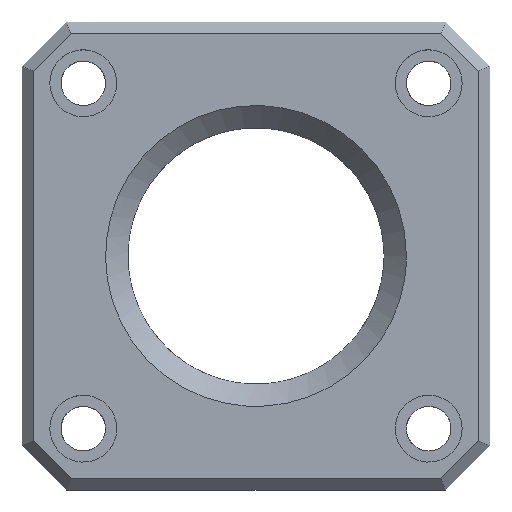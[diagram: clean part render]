
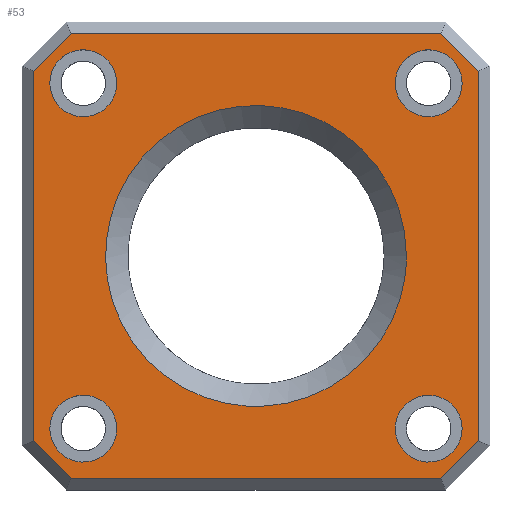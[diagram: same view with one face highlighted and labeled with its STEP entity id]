
A CAD part, top view. The second image highlights one B-rep face of the part: STEP entity #53.
In plain terms, the highlighted planar face has unit normal (0, 0, 1).
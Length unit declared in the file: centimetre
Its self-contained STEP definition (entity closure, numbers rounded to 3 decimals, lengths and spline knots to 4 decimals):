
#53=ADVANCED_FACE('',(#99,#65,#66,#67,#68,#69),#498,.T.);
#65=FACE_BOUND('',#141,.T.);
#66=FACE_BOUND('',#142,.T.);
#67=FACE_BOUND('',#143,.T.);
#68=FACE_BOUND('',#144,.T.);
#69=FACE_BOUND('',#145,.T.);
#99=FACE_OUTER_BOUND('',#140,.T.);
#140=EDGE_LOOP('',(#265,#266,#267,#268,#269,#270,#271,#272));
#141=EDGE_LOOP('',(#273));
#142=EDGE_LOOP('',(#274));
#143=EDGE_LOOP('',(#275));
#144=EDGE_LOOP('',(#276));
#145=EDGE_LOOP('',(#277));
#265=ORIENTED_EDGE('',*,*,#286,.T.);
#266=ORIENTED_EDGE('',*,*,#314,.T.);
#267=ORIENTED_EDGE('',*,*,#287,.T.);
#268=ORIENTED_EDGE('',*,*,#320,.T.);
#269=ORIENTED_EDGE('',*,*,#331,.T.);
#270=ORIENTED_EDGE('',*,*,#317,.T.);
#271=ORIENTED_EDGE('',*,*,#288,.T.);
#272=ORIENTED_EDGE('',*,*,#310,.T.);
#273=ORIENTED_EDGE('',*,*,#329,.T.);
#274=ORIENTED_EDGE('',*,*,#336,.T.);
#275=ORIENTED_EDGE('',*,*,#342,.T.);
#276=ORIENTED_EDGE('',*,*,#348,.T.);
#277=ORIENTED_EDGE('',*,*,#354,.F.);
#286=EDGE_CURVE('',#424,#425,#383,.T.);
#287=EDGE_CURVE('',#426,#427,#384,.T.);
#288=EDGE_CURVE('',#430,#431,#385,.T.);
#310=EDGE_CURVE('',#431,#424,#407,.T.);
#314=EDGE_CURVE('',#425,#426,#411,.T.);
#317=EDGE_CURVE('',#429,#430,#414,.T.);
#320=EDGE_CURVE('',#427,#428,#417,.T.);
#329=EDGE_CURVE('',#450,#450,#359,.T.);
#331=EDGE_CURVE('',#428,#429,#422,.T.);
#336=EDGE_CURVE('',#454,#454,#365,.T.);
#342=EDGE_CURVE('',#458,#458,#371,.T.);
#348=EDGE_CURVE('',#462,#462,#377,.T.);
#354=EDGE_CURVE('',#465,#465,#382,.T.);
#359=(
BOUNDED_CURVE()
B_SPLINE_CURVE(2,(#1042,#1043,#1044,#1045,#1046,#1047,#1048,#1049,#1050),
 .UNSPECIFIED.,.T.,.F.)
B_SPLINE_CURVE_WITH_KNOTS((3,2,2,2,3),(-18.8496,-14.1372,
-9.4248,-4.7124,0.),.UNSPECIFIED.)
CURVE()
GEOMETRIC_REPRESENTATION_ITEM()
RATIONAL_B_SPLINE_CURVE((1.,0.707,1.,0.707,1.,0.707,
1.,0.707,1.))
REPRESENTATION_ITEM('')
);
#365=(
BOUNDED_CURVE()
B_SPLINE_CURVE(2,(#1085,#1086,#1087,#1088,#1089,#1090,#1091,#1092,#1093),
 .UNSPECIFIED.,.T.,.F.)
B_SPLINE_CURVE_WITH_KNOTS((3,2,2,2,3),(-18.8496,-14.1372,
-9.4248,-4.7124,0.),.UNSPECIFIED.)
CURVE()
GEOMETRIC_REPRESENTATION_ITEM()
RATIONAL_B_SPLINE_CURVE((1.,0.707,1.,0.707,1.,0.707,
1.,0.707,1.))
REPRESENTATION_ITEM('')
);
#371=(
BOUNDED_CURVE()
B_SPLINE_CURVE(2,(#1125,#1126,#1127,#1128,#1129,#1130,#1131,#1132,#1133),
 .UNSPECIFIED.,.T.,.F.)
B_SPLINE_CURVE_WITH_KNOTS((3,2,2,2,3),(-18.8496,-14.1372,
-9.4248,-4.7124,0.),.UNSPECIFIED.)
CURVE()
GEOMETRIC_REPRESENTATION_ITEM()
RATIONAL_B_SPLINE_CURVE((1.,0.707,1.,0.707,1.,0.707,
1.,0.707,1.))
REPRESENTATION_ITEM('')
);
#377=(
BOUNDED_CURVE()
B_SPLINE_CURVE(2,(#1165,#1166,#1167,#1168,#1169,#1170,#1171,#1172,#1173),
 .UNSPECIFIED.,.T.,.F.)
B_SPLINE_CURVE_WITH_KNOTS((3,2,2,2,3),(-18.8496,-14.1372,
-9.4248,-4.7124,0.),.UNSPECIFIED.)
CURVE()
GEOMETRIC_REPRESENTATION_ITEM()
RATIONAL_B_SPLINE_CURVE((1.,0.707,1.,0.707,1.,0.707,
1.,0.707,1.))
REPRESENTATION_ITEM('')
);
#382=(
BOUNDED_CURVE()
B_SPLINE_CURVE(2,(#1198,#1199,#1200,#1201,#1202,#1203,#1204,#1205,#1206),
 .UNSPECIFIED.,.T.,.F.)
B_SPLINE_CURVE_WITH_KNOTS((3,2,2,2,3),(0.,21.2052,42.4104,
63.6156,84.8209),.UNSPECIFIED.)
CURVE()
GEOMETRIC_REPRESENTATION_ITEM()
RATIONAL_B_SPLINE_CURVE((1.,0.707,1.,0.707,1.,0.707,
1.,0.707,1.))
REPRESENTATION_ITEM('')
);
#383=B_SPLINE_CURVE_WITH_KNOTS('',1,(#814,#815),.UNSPECIFIED.,.F.,.F.,(2,
2),(39.,72.1716),.UNSPECIFIED.);
#384=B_SPLINE_CURVE_WITH_KNOTS('',1,(#816,#817),.UNSPECIFIED.,.F.,.F.,(2,
2),(77.,110.1716),.UNSPECIFIED.);
#385=B_SPLINE_CURVE_WITH_KNOTS('',1,(#818,#819),.UNSPECIFIED.,.F.,.F.,(2,
2),(149.2608,182.4324),.UNSPECIFIED.);
#407=B_SPLINE_CURVE_WITH_KNOTS('',1,(#882,#883),.UNSPECIFIED.,.F.,.F.,(2,
2),(-5.2426,-0.4142),.UNSPECIFIED.);
#411=B_SPLINE_CURVE_WITH_KNOTS('',1,(#928,#929),.UNSPECIFIED.,.F.,.F.,(2,
2),(-5.2426,-0.4142),.UNSPECIFIED.);
#414=B_SPLINE_CURVE_WITH_KNOTS('',1,(#952,#953),.UNSPECIFIED.,.F.,.F.,(2,
2),(-3.8284,1.),.UNSPECIFIED.);
#417=B_SPLINE_CURVE_WITH_KNOTS('',1,(#976,#977),.UNSPECIFIED.,.F.,.F.,(2,
2),(-5.2426,-0.4142),.UNSPECIFIED.);
#422=B_SPLINE_CURVE_WITH_KNOTS('',1,(#1053,#1054,#1055),.UNSPECIFIED.,.F.,
 .F.,(2,1,2),(115.,115.8466,144.4324),.UNSPECIFIED.);
#424=VERTEX_POINT('',#771);
#425=VERTEX_POINT('',#772);
#426=VERTEX_POINT('',#773);
#427=VERTEX_POINT('',#774);
#428=VERTEX_POINT('',#775);
#429=VERTEX_POINT('',#776);
#430=VERTEX_POINT('',#777);
#431=VERTEX_POINT('',#778);
#450=VERTEX_POINT('',#797);
#454=VERTEX_POINT('',#801);
#458=VERTEX_POINT('',#805);
#462=VERTEX_POINT('',#809);
#465=VERTEX_POINT('',#812);
#498=PLANE('',#540);
#540=AXIS2_PLACEMENT_3D('',#734,#565,$);
#565=DIRECTION('',(0.,0.,1.));
#734=CARTESIAN_POINT('',(-20.4,-2.4,-34.));
#771=CARTESIAN_POINT('',(-16.5858,-2.,-34.));
#772=CARTESIAN_POINT('',(16.5858,-2.,-34.));
#773=CARTESIAN_POINT('',(20.,1.4142,-34.));
#774=CARTESIAN_POINT('',(20.,34.5858,-34.));
#775=CARTESIAN_POINT('',(16.5858,38.,-34.));
#776=CARTESIAN_POINT('',(-16.5858,38.,-34.));
#777=CARTESIAN_POINT('',(-20.,34.5858,-34.));
#778=CARTESIAN_POINT('',(-20.,1.4142,-34.));
#797=CARTESIAN_POINT('',(-12.5,33.5,-34.));
#801=CARTESIAN_POINT('',(18.5,33.5,-34.));
#805=CARTESIAN_POINT('',(18.5,2.5,-34.));
#809=CARTESIAN_POINT('',(-12.5,2.5,-34.));
#812=CARTESIAN_POINT('',(13.5,18.,-34.));
#814=CARTESIAN_POINT('',(-16.5858,-2.,-34.));
#815=CARTESIAN_POINT('',(16.5858,-2.,-34.));
#816=CARTESIAN_POINT('',(20.,1.4142,-34.));
#817=CARTESIAN_POINT('',(20.,34.5858,-34.));
#818=CARTESIAN_POINT('',(-20.,34.5858,-34.));
#819=CARTESIAN_POINT('',(-20.,1.4142,-34.));
#882=CARTESIAN_POINT('',(-20.,1.4142,-34.));
#883=CARTESIAN_POINT('',(-16.5858,-2.,-34.));
#928=CARTESIAN_POINT('',(16.5858,-2.,-34.));
#929=CARTESIAN_POINT('',(20.,1.4142,-34.));
#952=CARTESIAN_POINT('',(-16.5858,38.,-34.));
#953=CARTESIAN_POINT('',(-20.,34.5858,-34.));
#976=CARTESIAN_POINT('',(20.,34.5858,-34.));
#977=CARTESIAN_POINT('',(16.5858,38.,-34.));
#1042=CARTESIAN_POINT('',(-12.5,33.5,-34.));
#1043=CARTESIAN_POINT('',(-12.5,30.5,-34.));
#1044=CARTESIAN_POINT('',(-15.5,30.5,-34.));
#1045=CARTESIAN_POINT('',(-18.5,30.5,-34.));
#1046=CARTESIAN_POINT('',(-18.5,33.5,-34.));
#1047=CARTESIAN_POINT('',(-18.5,36.5,-34.));
#1048=CARTESIAN_POINT('',(-15.5,36.5,-34.));
#1049=CARTESIAN_POINT('',(-12.5,36.5,-34.));
#1050=CARTESIAN_POINT('',(-12.5,33.5,-34.));
#1053=CARTESIAN_POINT('',(16.5858,38.,-34.));
#1054=CARTESIAN_POINT('',(12.,38.,-34.));
#1055=CARTESIAN_POINT('',(-16.5858,38.,-34.));
#1085=CARTESIAN_POINT('',(18.5,33.5,-34.));
#1086=CARTESIAN_POINT('',(18.5,30.5,-34.));
#1087=CARTESIAN_POINT('',(15.5,30.5,-34.));
#1088=CARTESIAN_POINT('',(12.5,30.5,-34.));
#1089=CARTESIAN_POINT('',(12.5,33.5,-34.));
#1090=CARTESIAN_POINT('',(12.5,36.5,-34.));
#1091=CARTESIAN_POINT('',(15.5,36.5,-34.));
#1092=CARTESIAN_POINT('',(18.5,36.5,-34.));
#1093=CARTESIAN_POINT('',(18.5,33.5,-34.));
#1125=CARTESIAN_POINT('',(18.5,2.5,-34.));
#1126=CARTESIAN_POINT('',(18.5,-0.5,-34.));
#1127=CARTESIAN_POINT('',(15.5,-0.5,-34.));
#1128=CARTESIAN_POINT('',(12.5,-0.5,-34.));
#1129=CARTESIAN_POINT('',(12.5,2.5,-34.));
#1130=CARTESIAN_POINT('',(12.5,5.5,-34.));
#1131=CARTESIAN_POINT('',(15.5,5.5,-34.));
#1132=CARTESIAN_POINT('',(18.5,5.5,-34.));
#1133=CARTESIAN_POINT('',(18.5,2.5,-34.));
#1165=CARTESIAN_POINT('',(-12.5,2.5,-34.));
#1166=CARTESIAN_POINT('',(-12.5,-0.5,-34.));
#1167=CARTESIAN_POINT('',(-15.5,-0.5,-34.));
#1168=CARTESIAN_POINT('',(-18.5,-0.5,-34.));
#1169=CARTESIAN_POINT('',(-18.5,2.5,-34.));
#1170=CARTESIAN_POINT('',(-18.5,5.5,-34.));
#1171=CARTESIAN_POINT('',(-15.5,5.5,-34.));
#1172=CARTESIAN_POINT('',(-12.5,5.5,-34.));
#1173=CARTESIAN_POINT('',(-12.5,2.5,-34.));
#1198=CARTESIAN_POINT('',(13.5,18.,-34.));
#1199=CARTESIAN_POINT('',(13.5,31.5,-34.));
#1200=CARTESIAN_POINT('',(0.,31.5,-34.));
#1201=CARTESIAN_POINT('',(-13.5,31.5,-34.));
#1202=CARTESIAN_POINT('',(-13.5,18.,-34.));
#1203=CARTESIAN_POINT('',(-13.5,4.5,-34.));
#1204=CARTESIAN_POINT('',(0.,4.5,-34.));
#1205=CARTESIAN_POINT('',(13.5,4.5,-34.));
#1206=CARTESIAN_POINT('',(13.5,18.,-34.));
